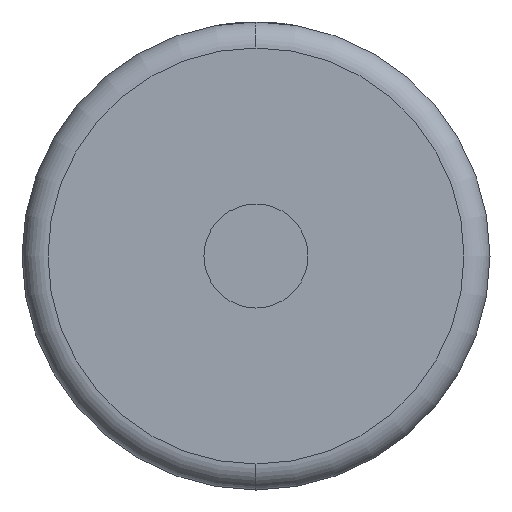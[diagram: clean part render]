
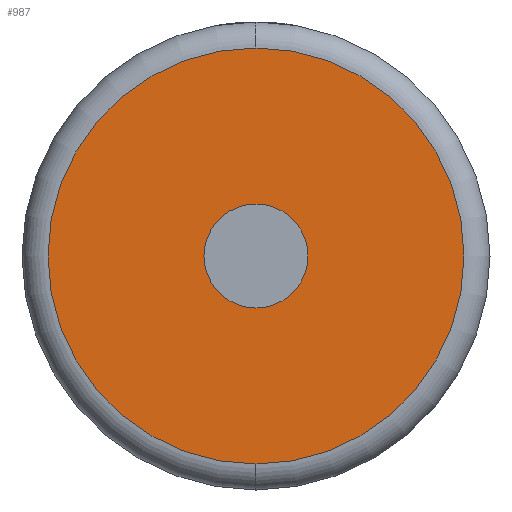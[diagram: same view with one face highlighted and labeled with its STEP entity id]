
A CAD part, left-side view. The second image highlights one B-rep face of the part: STEP entity #987.
In plain terms, the highlighted planar face has unit normal (-1, 0, 0).
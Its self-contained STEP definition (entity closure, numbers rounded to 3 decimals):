
#94 = CARTESIAN_POINT ( 'NONE',  ( 0., 0., -16. ) ) ;
#290 = ORIENTED_EDGE ( 'NONE', *, *, #4707, .T. ) ;
#293 = ORIENTED_EDGE ( 'NONE', *, *, #2713, .F. ) ;
#531 = CIRCLE ( 'NONE', #1108, 4. ) ;
#751 = CIRCLE ( 'NONE', #3923, 4. ) ;
#965 = CIRCLE ( 'NONE', #6182, 16. ) ;
#987 = ADVANCED_FACE ( 'NONE', ( #4062, #5696 ), #5187, .F. ) ;
#1108 = AXIS2_PLACEMENT_3D ( 'NONE', #4989, #1958, #6510 ) ;
#1181 = AXIS2_PLACEMENT_3D ( 'NONE', #6251, #2220, #1768 ) ;
#1211 = DIRECTION ( 'NONE',  ( 1., 0., 0. ) ) ;
#1526 = CIRCLE ( 'NONE', #1181, 16. ) ;
#1557 = CARTESIAN_POINT ( 'NONE',  ( 0., 0., 4. ) ) ;
#1768 = DIRECTION ( 'NONE',  ( 0., 0., -1. ) ) ;
#1858 = VERTEX_POINT ( 'NONE', #1557 ) ;
#1878 = VERTEX_POINT ( 'NONE', #94 ) ;
#1958 = DIRECTION ( 'NONE',  ( -1., 0., 0. ) ) ;
#2220 = DIRECTION ( 'NONE',  ( -1., 0., 0. ) ) ;
#2432 = CARTESIAN_POINT ( 'NONE',  ( 0., 0., 0. ) ) ;
#2481 = DIRECTION ( 'NONE',  ( -1., 0., 0. ) ) ;
#2672 = VERTEX_POINT ( 'NONE', #2868 ) ;
#2713 = EDGE_CURVE ( 'NONE', #4659, #1858, #751, .T. ) ;
#2868 = CARTESIAN_POINT ( 'NONE',  ( 0., 0., 16. ) ) ;
#3248 = DIRECTION ( 'NONE',  ( 0., 0., -1. ) ) ;
#3460 = CARTESIAN_POINT ( 'NONE',  ( 0., 0., -4. ) ) ;
#3566 = DIRECTION ( 'NONE',  ( 0., 0., -1. ) ) ;
#3923 = AXIS2_PLACEMENT_3D ( 'NONE', #2432, #5429, #6002 ) ;
#4062 = FACE_OUTER_BOUND ( 'NONE', #4424, .T. ) ;
#4103 = ORIENTED_EDGE ( 'NONE', *, *, #5361, .T. ) ;
#4143 = ORIENTED_EDGE ( 'NONE', *, *, #6552, .F. ) ;
#4424 = EDGE_LOOP ( 'NONE', ( #290, #4103 ) ) ;
#4659 = VERTEX_POINT ( 'NONE', #3460 ) ;
#4707 = EDGE_CURVE ( 'NONE', #1878, #2672, #965, .T. ) ;
#4989 = CARTESIAN_POINT ( 'NONE',  ( 0., 0., 0. ) ) ;
#5187 = PLANE ( 'NONE',  #6077 ) ;
#5251 = EDGE_LOOP ( 'NONE', ( #293, #4143 ) ) ;
#5361 = EDGE_CURVE ( 'NONE', #2672, #1878, #1526, .T. ) ;
#5429 = DIRECTION ( 'NONE',  ( -1., 0., 0. ) ) ;
#5491 = CARTESIAN_POINT ( 'NONE',  ( 0., 0., 0. ) ) ;
#5696 = FACE_BOUND ( 'NONE', #5251, .T. ) ;
#6002 = DIRECTION ( 'NONE',  ( 0., 0., -1. ) ) ;
#6077 = AXIS2_PLACEMENT_3D ( 'NONE', #6283, #1211, #3248 ) ;
#6182 = AXIS2_PLACEMENT_3D ( 'NONE', #5491, #2481, #3566 ) ;
#6251 = CARTESIAN_POINT ( 'NONE',  ( 0., 0., 0. ) ) ;
#6283 = CARTESIAN_POINT ( 'NONE',  ( 0., 0., 0. ) ) ;
#6510 = DIRECTION ( 'NONE',  ( 0., 0., -1. ) ) ;
#6552 = EDGE_CURVE ( 'NONE', #1858, #4659, #531, .T. ) ;
